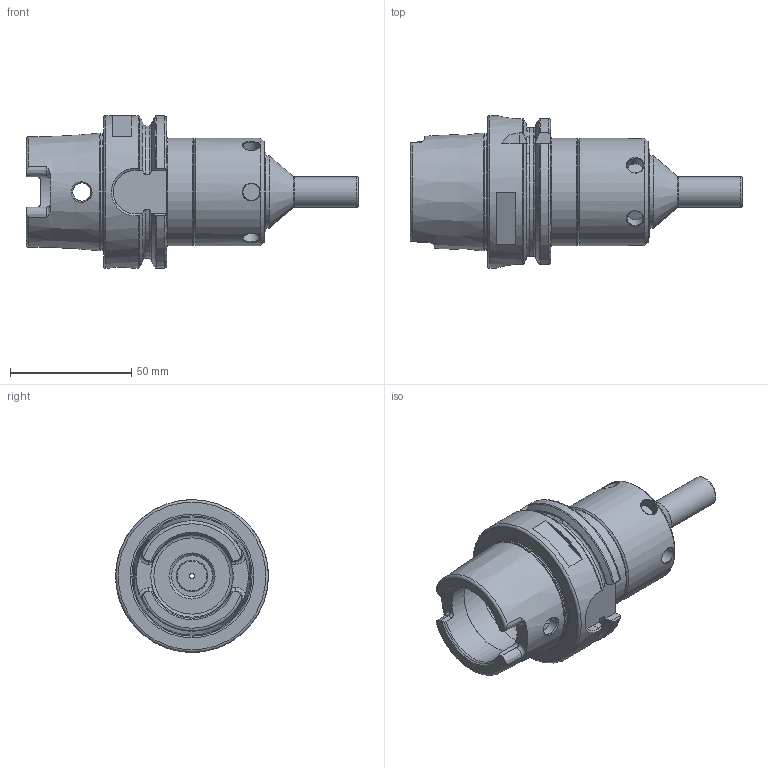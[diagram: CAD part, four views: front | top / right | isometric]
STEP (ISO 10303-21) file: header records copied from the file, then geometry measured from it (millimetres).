
FILE_DESCRIPTION(/* description */ (''),/* implementation_level */ '2;1');
FILE_NAME(/* name */ 'HSK063A-VX06-105 v1.step',/* time_stamp */ '2024-04-05T09:03:40-05:00',/* author */ (''),/* organization */ (''),/* preprocessor_version */ 'ST-DEVELOPER v20',/* originating_system */ 'Autodesk Translation Framework v12.20.1.177',/* authorisation */ '');
FILE_SCHEMA (('AUTOMOTIVE_DESIGN { 1 0 10303 214 3 1 1 }'));
Length unit declared in the file: millimetre
Products named in the file (1): HSK063A-VX06-105
Bounding box: 137 x 63 x 63 mm (x, y, z)
Volume: 136950.8 mm3; surface area: 42999.8 mm2
Topology: 4 solids, 4 shells, 216 faces, 540 edges, 353 vertices
Faces by surface type: plane 76, cylinder 59, torus 34, cone 28, bspline 19
Full cylindrical faces by diameter (mm): 2 x4, 6 x1, 6.03 x1, 6.9 x6, 7.5 x3, 8 x1, 8.26 x1, 8.4 x1, 10 x1, 11.25 x1, 12.7 x1, 12.9 x2, 13 x1, 14 x1, 17 x1, 19 x1, 28.6 x1, 30 x2, 30.05 x1, 34 x2, 38.5 x1, 40 x2, 40.5 x1, 44.45 x2, 48.241 x1, 63 x1
Entity records: 8991 total; most frequent: CARTESIAN_POINT 3887, ORIENTED_EDGE 1080, DIRECTION 996, EDGE_CURVE 540, AXIS2_PLACEMENT_3D 413, VERTEX_POINT 353, EDGE_LOOP 255, FACE_OUTER_BOUND 216
